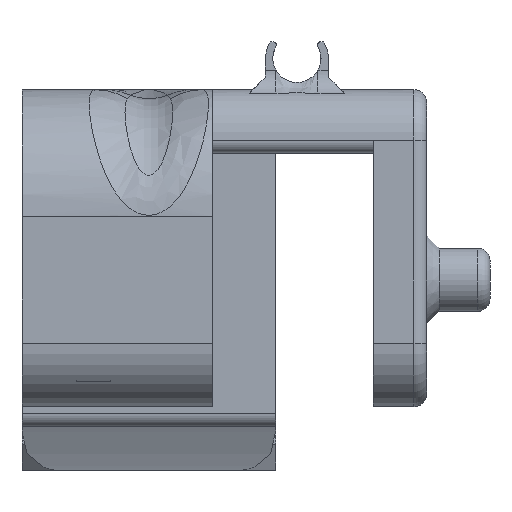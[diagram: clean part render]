
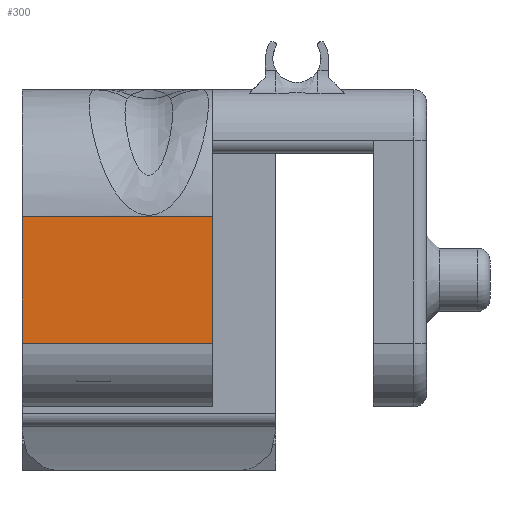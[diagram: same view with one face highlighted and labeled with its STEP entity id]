
A CAD part, left-side view. The second image highlights one B-rep face of the part: STEP entity #300.
In plain terms, the highlighted planar face has unit normal (-1, 0, 0).
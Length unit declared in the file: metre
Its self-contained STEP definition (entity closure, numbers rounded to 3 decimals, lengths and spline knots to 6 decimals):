
#300 = ADVANCED_FACE( '', ( #801 ), #802, .T. );
#801 = FACE_OUTER_BOUND( '', #1550, .T. );
#802 = PLANE( '', #1551 );
#1550 = EDGE_LOOP( '', ( #4173, #4174, #4175, #4176 ) );
#1551 = AXIS2_PLACEMENT_3D( '', #4177, #4178, #4179 );
#4173 = ORIENTED_EDGE( '', *, *, #6238, .T. );
#4174 = ORIENTED_EDGE( '', *, *, #6239, .T. );
#4175 = ORIENTED_EDGE( '', *, *, #6240, .F. );
#4176 = ORIENTED_EDGE( '', *, *, #6241, .F. );
#4177 = CARTESIAN_POINT( '', ( 0.129537, -0.490814, 0.23 ) );
#4178 = DIRECTION( '', ( -1., 0., 0. ) );
#4179 = DIRECTION( '', ( 0., 0., 1. ) );
#6238 = EDGE_CURVE( '', #7218, #7219, #7220, .T. );
#6239 = EDGE_CURVE( '', #7219, #7221, #7222, .T. );
#6240 = EDGE_CURVE( '', #7223, #7221, #7224, .T. );
#6241 = EDGE_CURVE( '', #7218, #7223, #7225, .T. );
#7218 = VERTEX_POINT( '', #8903 );
#7219 = VERTEX_POINT( '', #8904 );
#7220 = LINE( '', #8905, #8906 );
#7221 = VERTEX_POINT( '', #8907 );
#7222 = LINE( '', #8908, #8909 );
#7223 = VERTEX_POINT( '', #8910 );
#7224 = LINE( '', #8911, #8912 );
#7225 = LINE( '', #8913, #8914 );
#8903 = CARTESIAN_POINT( '', ( 0.129537, -0.485814, 0.23 ) );
#8904 = CARTESIAN_POINT( '', ( 0.129537, -0.485814, 0.24 ) );
#8905 = CARTESIAN_POINT( '', ( 0.129537, -0.485814, 0.23375 ) );
#8906 = VECTOR( '', #11207, 1. );
#8907 = CARTESIAN_POINT( '', ( 0.129537, -0.470814, 0.24 ) );
#8908 = CARTESIAN_POINT( '', ( 0.129537, -0.490814, 0.24 ) );
#8909 = VECTOR( '', #11208, 1. );
#8910 = CARTESIAN_POINT( '', ( 0.129537, -0.470814, 0.23 ) );
#8911 = CARTESIAN_POINT( '', ( 0.129537, -0.470814, 0.23 ) );
#8912 = VECTOR( '', #11209, 1. );
#8913 = CARTESIAN_POINT( '', ( 0.129537, -0.490814, 0.23 ) );
#8914 = VECTOR( '', #11210, 1. );
#11207 = DIRECTION( '', ( 0., 0., 1. ) );
#11208 = DIRECTION( '', ( 0., 1., 0. ) );
#11209 = DIRECTION( '', ( 0., 0., 1. ) );
#11210 = DIRECTION( '', ( 0., 1., 0. ) );
